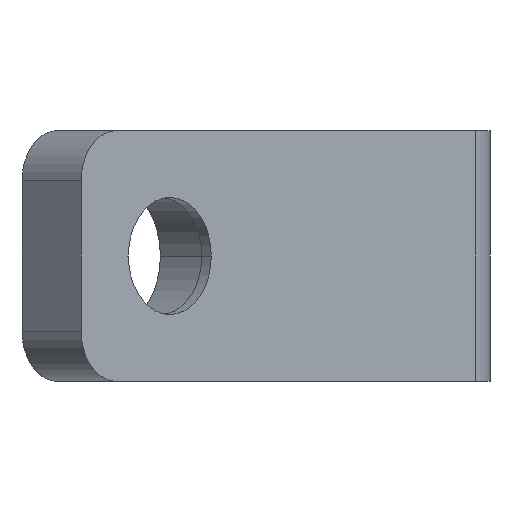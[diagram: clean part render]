
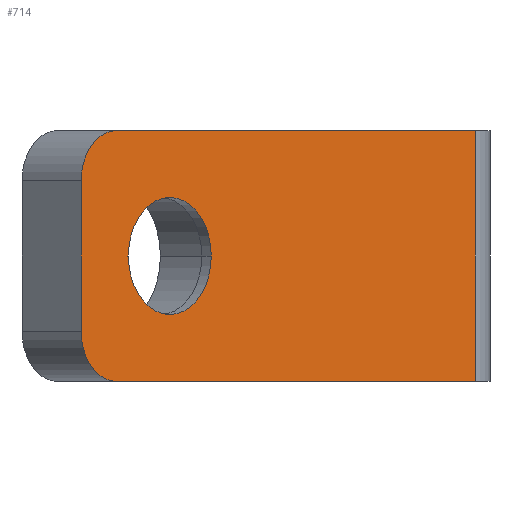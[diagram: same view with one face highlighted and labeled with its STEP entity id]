
A CAD part, left-side view. The second image highlights one B-rep face of the part: STEP entity #714.
In plain terms, the highlighted planar face has unit normal (-0.707, -0.707, 0).
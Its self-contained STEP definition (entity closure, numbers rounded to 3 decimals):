
#32 = CARTESIAN_POINT ( 'NONE',  ( 0., 0., 7.5 ) ) ;
#38 = EDGE_LOOP ( 'NONE', ( #264, #357, #503, #46, #140, #525 ) ) ;
#46 = ORIENTED_EDGE ( 'NONE', *, *, #794, .T. ) ;
#77 = PLANE ( 'NONE',  #236 ) ;
#108 = VERTEX_POINT ( 'NONE', #713 ) ;
#125 = LINE ( 'NONE', #402, #466 ) ;
#138 = EDGE_CURVE ( 'NONE', #108, #449, #606, .T. ) ;
#140 = ORIENTED_EDGE ( 'NONE', *, *, #634, .F. ) ;
#154 = CARTESIAN_POINT ( 'NONE',  ( -22.324, 22.324, -4.5 ) ) ;
#155 = VERTEX_POINT ( 'NONE', #208 ) ;
#202 = EDGE_CURVE ( 'NONE', #644, #108, #382, .T. ) ;
#205 = VERTEX_POINT ( 'NONE', #877 ) ;
#208 = CARTESIAN_POINT ( 'NONE',  ( -21.617, 21.617, 0. ) ) ;
#210 = CARTESIAN_POINT ( 'NONE',  ( -19.142, 19.142, 0. ) ) ;
#212 = LINE ( 'NONE', #348, #497 ) ;
#233 = AXIS2_PLACEMENT_3D ( 'NONE', #397, #607, #811 ) ;
#236 = AXIS2_PLACEMENT_3D ( 'NONE', #632, #326, #679 ) ;
#250 = CIRCLE ( 'NONE', #544, 3.5 ) ;
#264 = ORIENTED_EDGE ( 'NONE', *, *, #202, .T. ) ;
#278 = VERTEX_POINT ( 'NONE', #588 ) ;
#296 = DIRECTION ( 'NONE',  ( -0.707, 0.707, 0. ) ) ;
#311 = CARTESIAN_POINT ( 'NONE',  ( -0.879, 0.879, -7.5 ) ) ;
#318 = LINE ( 'NONE', #32, #585 ) ;
#319 = VERTEX_POINT ( 'NONE', #899 ) ;
#326 = DIRECTION ( 'NONE',  ( 0.707, 0.707, 0. ) ) ;
#348 = CARTESIAN_POINT ( 'NONE',  ( 0., 0., -7.5 ) ) ;
#357 = ORIENTED_EDGE ( 'NONE', *, *, #138, .T. ) ;
#382 = LINE ( 'NONE', #523, #874 ) ;
#391 = FACE_BOUND ( 'NONE', #873, .T. ) ;
#397 = CARTESIAN_POINT ( 'NONE',  ( -22.324, 22.324, 4.5 ) ) ;
#400 = EDGE_CURVE ( 'NONE', #155, #205, #250, .T. ) ;
#402 = CARTESIAN_POINT ( 'NONE',  ( -0.879, 0.879, 7.5 ) ) ;
#416 = DIRECTION ( 'NONE',  ( 0.707, 0.707, 0. ) ) ;
#424 = CIRCLE ( 'NONE', #907, 3.5 ) ;
#446 = AXIS2_PLACEMENT_3D ( 'NONE', #154, #492, #296 ) ;
#449 = VERTEX_POINT ( 'NONE', #773 ) ;
#466 = VECTOR ( 'NONE', #684, 1000. ) ;
#467 = CARTESIAN_POINT ( 'NONE',  ( -19.142, 19.142, 0. ) ) ;
#492 = DIRECTION ( 'NONE',  ( -0.707, -0.707, 0. ) ) ;
#497 = VECTOR ( 'NONE', #627, 1000. ) ;
#500 = EDGE_CURVE ( 'NONE', #449, #558, #212, .T. ) ;
#503 = ORIENTED_EDGE ( 'NONE', *, *, #500, .T. ) ;
#523 = CARTESIAN_POINT ( 'NONE',  ( -24.445, 24.445, 7.5 ) ) ;
#525 = ORIENTED_EDGE ( 'NONE', *, *, #776, .T. ) ;
#543 = DIRECTION ( 'NONE',  ( -0.707, 0.707, 0. ) ) ;
#544 = AXIS2_PLACEMENT_3D ( 'NONE', #467, #762, #543 ) ;
#558 = VERTEX_POINT ( 'NONE', #311 ) ;
#579 = CARTESIAN_POINT ( 'NONE',  ( -24.445, 24.445, 4.5 ) ) ;
#585 = VECTOR ( 'NONE', #589, 1000. ) ;
#588 = CARTESIAN_POINT ( 'NONE',  ( -22.324, 22.324, 7.5 ) ) ;
#589 = DIRECTION ( 'NONE',  ( 0.707, -0.707, 0. ) ) ;
#606 = CIRCLE ( 'NONE', #446, 3. ) ;
#607 = DIRECTION ( 'NONE',  ( -0.707, -0.707, 0. ) ) ;
#627 = DIRECTION ( 'NONE',  ( 0.707, -0.707, 0. ) ) ;
#632 = CARTESIAN_POINT ( 'NONE',  ( 0., 0., 7.5 ) ) ;
#634 = EDGE_CURVE ( 'NONE', #278, #319, #318, .T. ) ;
#644 = VERTEX_POINT ( 'NONE', #579 ) ;
#674 = FACE_OUTER_BOUND ( 'NONE', #38, .T. ) ;
#679 = DIRECTION ( 'NONE',  ( -0.707, 0.707, 0. ) ) ;
#684 = DIRECTION ( 'NONE',  ( 0., 0., 1. ) ) ;
#713 = CARTESIAN_POINT ( 'NONE',  ( -24.445, 24.445, -4.5 ) ) ;
#714 = ADVANCED_FACE ( 'NONE', ( #674, #391 ), #77, .F. ) ;
#720 = ORIENTED_EDGE ( 'NONE', *, *, #746, .T. ) ;
#733 = CIRCLE ( 'NONE', #233, 3. ) ;
#746 = EDGE_CURVE ( 'NONE', #205, #155, #424, .T. ) ;
#762 = DIRECTION ( 'NONE',  ( 0.707, 0.707, 0. ) ) ;
#767 = DIRECTION ( 'NONE',  ( -0.707, 0.707, 0. ) ) ;
#773 = CARTESIAN_POINT ( 'NONE',  ( -22.324, 22.324, -7.5 ) ) ;
#776 = EDGE_CURVE ( 'NONE', #278, #644, #733, .T. ) ;
#794 = EDGE_CURVE ( 'NONE', #558, #319, #125, .T. ) ;
#802 = DIRECTION ( 'NONE',  ( 0., 0., -1. ) ) ;
#811 = DIRECTION ( 'NONE',  ( -0.707, 0.707, 0. ) ) ;
#873 = EDGE_LOOP ( 'NONE', ( #720, #889 ) ) ;
#874 = VECTOR ( 'NONE', #802, 1000. ) ;
#877 = CARTESIAN_POINT ( 'NONE',  ( -16.667, 16.667, 0. ) ) ;
#889 = ORIENTED_EDGE ( 'NONE', *, *, #400, .T. ) ;
#899 = CARTESIAN_POINT ( 'NONE',  ( -0.879, 0.879, 7.5 ) ) ;
#907 = AXIS2_PLACEMENT_3D ( 'NONE', #210, #416, #767 ) ;
